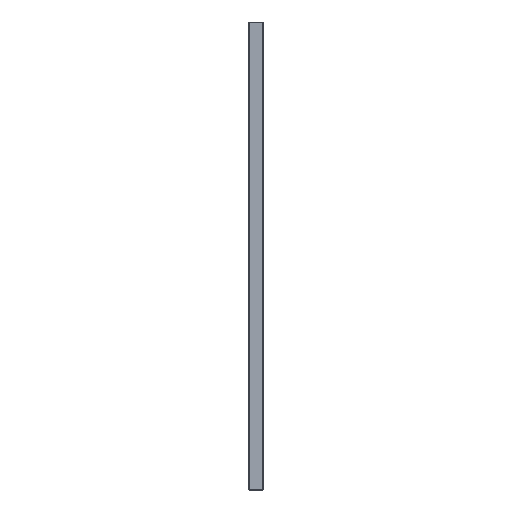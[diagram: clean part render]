
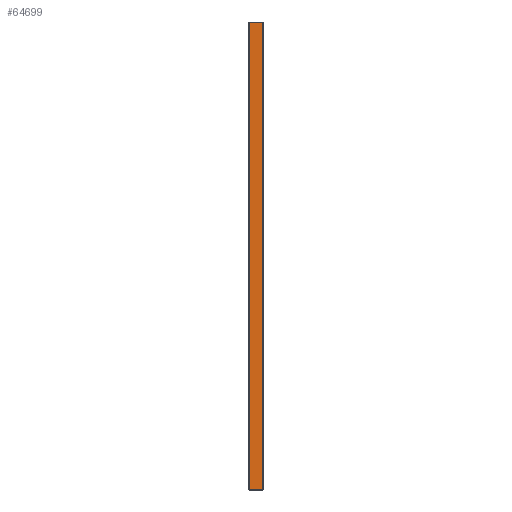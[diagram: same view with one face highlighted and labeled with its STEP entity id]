
A CAD part, front view. The second image highlights one B-rep face of the part: STEP entity #64699.
In plain terms, the highlighted planar face has unit normal (0, -1, 0).
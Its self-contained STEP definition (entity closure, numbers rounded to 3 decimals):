
#44792 = PLANE('',#44793);
#44793 = AXIS2_PLACEMENT_3D('',#44794,#44795,#44796);
#44794 = CARTESIAN_POINT('',(6.,-12.45,0.05));
#44795 = DIRECTION('',(0.,0.707,0.707));
#44796 = DIRECTION('',(1.,0.,0.));
#45146 = PLANE('',#45147);
#45147 = AXIS2_PLACEMENT_3D('',#45148,#45149,#45150);
#45148 = CARTESIAN_POINT('',(6.,-12.45,399.95));
#45149 = DIRECTION('',(0.,-0.707,
    0.707));
#45150 = DIRECTION('',(1.,0.,0.));
#45479 = PLANE('',#45480);
#45480 = AXIS2_PLACEMENT_3D('',#45481,#45482,#45483);
#45481 = CARTESIAN_POINT('',(-5.9,-12.4,0.));
#45482 = DIRECTION('',(-0.707,-0.707,
    0.));
#45483 = DIRECTION('',(0.,0.,1.));
#55392 = VERTEX_POINT('',#55393);
#55393 = CARTESIAN_POINT('',(5.9,-12.5,0.1));
#55414 = EDGE_CURVE('',#55392,#55415,#55417,.T.);
#55415 = VERTEX_POINT('',#55416);
#55416 = CARTESIAN_POINT('',(-5.8,-12.5,0.1));
#55417 = SURFACE_CURVE('',#55418,(#55422,#55429),.PCURVE_S1.);
#55418 = LINE('',#55419,#55420);
#55419 = CARTESIAN_POINT('',(6.,-12.5,0.1));
#55420 = VECTOR('',#55421,1.);
#55421 = DIRECTION('',(-1.,0.,0.));
#55422 = PCURVE('',#44792,#55423);
#55423 = DEFINITIONAL_REPRESENTATION('',(#55424),#55428);
#55424 = LINE('',#55425,#55426);
#55425 = CARTESIAN_POINT('',(0.,-0.071));
#55426 = VECTOR('',#55427,1.);
#55427 = DIRECTION('',(-1.,0.));
#55428 = ( GEOMETRIC_REPRESENTATION_CONTEXT(2) 
PARAMETRIC_REPRESENTATION_CONTEXT() REPRESENTATION_CONTEXT('2D SPACE',''
  ) );
#55429 = PCURVE('',#55430,#55435);
#55430 = PLANE('',#55431);
#55431 = AXIS2_PLACEMENT_3D('',#55432,#55433,#55434);
#55432 = CARTESIAN_POINT('',(6.,-12.5,0.));
#55433 = DIRECTION('',(0.,-1.,0.));
#55434 = DIRECTION('',(-1.,0.,0.));
#55435 = DEFINITIONAL_REPRESENTATION('',(#55436),#55440);
#55436 = LINE('',#55437,#55438);
#55437 = CARTESIAN_POINT('',(0.,-0.1));
#55438 = VECTOR('',#55439,1.);
#55439 = DIRECTION('',(1.,0.));
#55440 = ( GEOMETRIC_REPRESENTATION_CONTEXT(2) 
PARAMETRIC_REPRESENTATION_CONTEXT() REPRESENTATION_CONTEXT('2D SPACE',''
  ) );
#55709 = VERTEX_POINT('',#55710);
#55710 = CARTESIAN_POINT('',(5.9,-12.5,399.9));
#55731 = EDGE_CURVE('',#55709,#55732,#55734,.T.);
#55732 = VERTEX_POINT('',#55733);
#55733 = CARTESIAN_POINT('',(-5.8,-12.5,399.9));
#55734 = SURFACE_CURVE('',#55735,(#55739,#55746),.PCURVE_S1.);
#55735 = LINE('',#55736,#55737);
#55736 = CARTESIAN_POINT('',(6.,-12.5,399.9));
#55737 = VECTOR('',#55738,1.);
#55738 = DIRECTION('',(-1.,0.,0.));
#55739 = PCURVE('',#45146,#55740);
#55740 = DEFINITIONAL_REPRESENTATION('',(#55741),#55745);
#55741 = LINE('',#55742,#55743);
#55742 = CARTESIAN_POINT('',(0.,-0.071));
#55743 = VECTOR('',#55744,1.);
#55744 = DIRECTION('',(-1.,0.));
#55745 = ( GEOMETRIC_REPRESENTATION_CONTEXT(2) 
PARAMETRIC_REPRESENTATION_CONTEXT() REPRESENTATION_CONTEXT('2D SPACE',''
  ) );
#55746 = PCURVE('',#55430,#55747);
#55747 = DEFINITIONAL_REPRESENTATION('',(#55748),#55752);
#55748 = LINE('',#55749,#55750);
#55749 = CARTESIAN_POINT('',(0.,-399.9));
#55750 = VECTOR('',#55751,1.);
#55751 = DIRECTION('',(1.,0.));
#55752 = ( GEOMETRIC_REPRESENTATION_CONTEXT(2) 
PARAMETRIC_REPRESENTATION_CONTEXT() REPRESENTATION_CONTEXT('2D SPACE',''
  ) );
#55833 = EDGE_CURVE('',#55415,#55732,#55834,.T.);
#55834 = SURFACE_CURVE('',#55835,(#55839,#55846),.PCURVE_S1.);
#55835 = LINE('',#55836,#55837);
#55836 = CARTESIAN_POINT('',(-5.8,-12.5,0.));
#55837 = VECTOR('',#55838,1.);
#55838 = DIRECTION('',(0.,0.,1.));
#55839 = PCURVE('',#45479,#55840);
#55840 = DEFINITIONAL_REPRESENTATION('',(#55841),#55845);
#55841 = LINE('',#55842,#55843);
#55842 = CARTESIAN_POINT('',(0.,-0.141));
#55843 = VECTOR('',#55844,1.);
#55844 = DIRECTION('',(1.,0.));
#55845 = ( GEOMETRIC_REPRESENTATION_CONTEXT(2) 
PARAMETRIC_REPRESENTATION_CONTEXT() REPRESENTATION_CONTEXT('2D SPACE',''
  ) );
#55846 = PCURVE('',#55430,#55847);
#55847 = DEFINITIONAL_REPRESENTATION('',(#55848),#55852);
#55848 = LINE('',#55849,#55850);
#55849 = CARTESIAN_POINT('',(11.8,0.));
#55850 = VECTOR('',#55851,1.);
#55851 = DIRECTION('',(0.,-1.));
#55852 = ( GEOMETRIC_REPRESENTATION_CONTEXT(2) 
PARAMETRIC_REPRESENTATION_CONTEXT() REPRESENTATION_CONTEXT('2D SPACE',''
  ) );
#64245 = PLANE('',#64246);
#64246 = AXIS2_PLACEMENT_3D('',#64247,#64248,#64249);
#64247 = CARTESIAN_POINT('',(5.95,-12.45,0.));
#64248 = DIRECTION('',(0.707,-0.707,0.));
#64249 = DIRECTION('',(0.,0.,1.));
#64699 = ADVANCED_FACE('',(#64700),#55430,.T.);
#64700 = FACE_BOUND('',#64701,.T.);
#64701 = EDGE_LOOP('',(#64702,#64723,#64724,#64725));
#64702 = ORIENTED_EDGE('',*,*,#64703,.T.);
#64703 = EDGE_CURVE('',#55392,#55709,#64704,.T.);
#64704 = SURFACE_CURVE('',#64705,(#64709,#64716),.PCURVE_S1.);
#64705 = LINE('',#64706,#64707);
#64706 = CARTESIAN_POINT('',(5.9,-12.5,0.));
#64707 = VECTOR('',#64708,1.);
#64708 = DIRECTION('',(0.,0.,1.));
#64709 = PCURVE('',#55430,#64710);
#64710 = DEFINITIONAL_REPRESENTATION('',(#64711),#64715);
#64711 = LINE('',#64712,#64713);
#64712 = CARTESIAN_POINT('',(0.1,0.));
#64713 = VECTOR('',#64714,1.);
#64714 = DIRECTION('',(0.,-1.));
#64715 = ( GEOMETRIC_REPRESENTATION_CONTEXT(2) 
PARAMETRIC_REPRESENTATION_CONTEXT() REPRESENTATION_CONTEXT('2D SPACE',''
  ) );
#64716 = PCURVE('',#64245,#64717);
#64717 = DEFINITIONAL_REPRESENTATION('',(#64718),#64722);
#64718 = LINE('',#64719,#64720);
#64719 = CARTESIAN_POINT('',(0.,0.071));
#64720 = VECTOR('',#64721,1.);
#64721 = DIRECTION('',(1.,0.));
#64722 = ( GEOMETRIC_REPRESENTATION_CONTEXT(2) 
PARAMETRIC_REPRESENTATION_CONTEXT() REPRESENTATION_CONTEXT('2D SPACE',''
  ) );
#64723 = ORIENTED_EDGE('',*,*,#55731,.T.);
#64724 = ORIENTED_EDGE('',*,*,#55833,.F.);
#64725 = ORIENTED_EDGE('',*,*,#55414,.F.);
